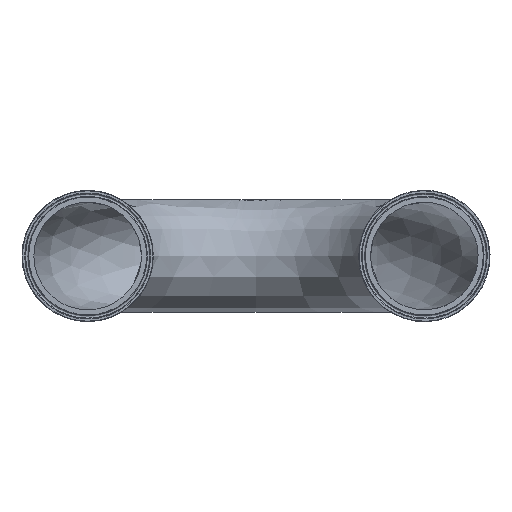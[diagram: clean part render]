
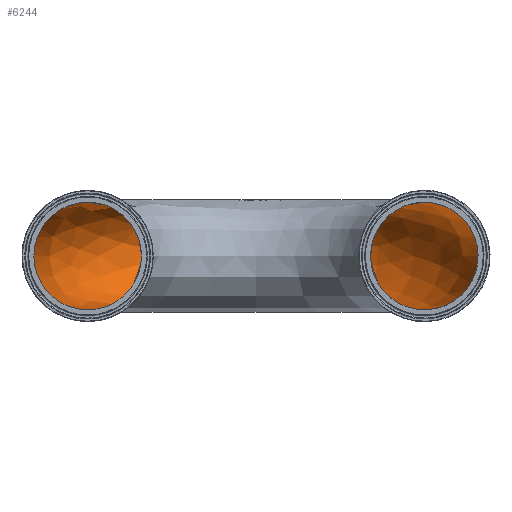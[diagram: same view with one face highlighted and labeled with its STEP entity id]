
A CAD part, left-side view. The second image highlights one B-rep face of the part: STEP entity #6244.
In plain terms, the highlighted free-form (B-spline) face has degree [2, 2] with [9, 5] control points.
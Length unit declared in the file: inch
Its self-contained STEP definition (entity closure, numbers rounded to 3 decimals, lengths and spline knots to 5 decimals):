
#49=CIRCLE('',#6440,1.917);
#50=CIRCLE('',#6441,4.083);
#51=CIRCLE('',#6442,1.917);
#1364=FACE_OUTER_BOUND('',#1741,.T.);
#1741=EDGE_LOOP('',(#5607,#5608,#5609,#5610));
#2897=VERTEX_POINT('',#15301);
#2898=VERTEX_POINT('',#15303);
#3823=EDGE_CURVE('',#2897,#2897,#49,.T.);
#3824=EDGE_CURVE('',#2897,#2898,#50,.T.);
#3825=EDGE_CURVE('',#2898,#2898,#51,.T.);
#5607=ORIENTED_EDGE('',*,*,#3823,.F.);
#5608=ORIENTED_EDGE('',*,*,#3824,.T.);
#5609=ORIENTED_EDGE('',*,*,#3825,.F.);
#5610=ORIENTED_EDGE('',*,*,#3824,.F.);
#5880=(
BOUNDED_SURFACE()
B_SPLINE_SURFACE(2,2,((#15256,#15257,#15258,#15259,#15260),(#15261,#15262,
#15263,#15264,#15265),(#15266,#15267,#15268,#15269,#15270),(#15271,#15272,
#15273,#15274,#15275),(#15276,#15277,#15278,#15279,#15280),(#15281,#15282,
#15283,#15284,#15285),(#15286,#15287,#15288,#15289,#15290),(#15291,#15292,
#15293,#15294,#15295),(#15296,#15297,#15298,#15299,#15300)),
 .UNSPECIFIED.,.T.,.F.,.F.)
B_SPLINE_SURFACE_WITH_KNOTS((3,2,2,2,3),(3,2,3),(-3.14159,-1.5708,
0.,1.5708,3.14159),(0.,1.5708,3.14159),
 .UNSPECIFIED.)
GEOMETRIC_REPRESENTATION_ITEM()
RATIONAL_B_SPLINE_SURFACE(((1.,0.707,1.,0.707,1.),
(0.707,0.5,0.707,0.5,0.707),(1.,0.707,
1.,0.707,1.),(0.707,0.5,0.707,0.5,0.707),
(1.,0.707,1.,0.707,1.),(0.707,0.5,0.707,
0.5,0.707),(1.,0.707,1.,0.707,1.),(0.707,
0.5,0.707,0.5,0.707),(1.,0.707,1.,0.707,
1.)))
REPRESENTATION_ITEM('')
SURFACE()
);
#6244=ADVANCED_FACE('',(#1364),#5880,.F.);
#6440=AXIS2_PLACEMENT_3D('',#15302,#7138,#7139);
#6441=AXIS2_PLACEMENT_3D('',#15304,#7140,#7141);
#6442=AXIS2_PLACEMENT_3D('',#15305,#7142,#7143);
#7138=DIRECTION('center_axis',(1.,0.,0.));
#7139=DIRECTION('ref_axis',(0.,1.,0.));
#7140=DIRECTION('center_axis',(0.,0.,
-1.));
#7141=DIRECTION('ref_axis',(0.,1.,0.));
#7142=DIRECTION('center_axis',(1.,0.,0.));
#7143=DIRECTION('ref_axis',(0.,-1.,0.));
#15256=CARTESIAN_POINT('Ctrl Pts',(0.625,-1.917,0.));
#15257=CARTESIAN_POINT('Ctrl Pts',(4.708,-1.917,0.));
#15258=CARTESIAN_POINT('Ctrl Pts',(4.708,-6.,0.));
#15259=CARTESIAN_POINT('Ctrl Pts',(4.708,-10.083,0.));
#15260=CARTESIAN_POINT('Ctrl Pts',(0.625,-10.083,0.));
#15261=CARTESIAN_POINT('Ctrl Pts',(0.625,-1.917,-1.917));
#15262=CARTESIAN_POINT('Ctrl Pts',(4.708,-1.917,-1.917));
#15263=CARTESIAN_POINT('Ctrl Pts',(4.708,-6.,-1.917));
#15264=CARTESIAN_POINT('Ctrl Pts',(4.708,-10.083,-1.917));
#15265=CARTESIAN_POINT('Ctrl Pts',(0.625,-10.083,-1.917));
#15266=CARTESIAN_POINT('Ctrl Pts',(0.625,0.,-1.917));
#15267=CARTESIAN_POINT('Ctrl Pts',(6.625,0.,-1.917));
#15268=CARTESIAN_POINT('Ctrl Pts',(6.625,-6.,-1.917));
#15269=CARTESIAN_POINT('Ctrl Pts',(6.625,-12.,-1.917));
#15270=CARTESIAN_POINT('Ctrl Pts',(0.625,-12.,-1.917));
#15271=CARTESIAN_POINT('Ctrl Pts',(0.625,1.917,-1.917));
#15272=CARTESIAN_POINT('Ctrl Pts',(8.542,1.917,-1.917));
#15273=CARTESIAN_POINT('Ctrl Pts',(8.542,-6.,-1.917));
#15274=CARTESIAN_POINT('Ctrl Pts',(8.542,-13.917,-1.917));
#15275=CARTESIAN_POINT('Ctrl Pts',(0.625,-13.917,-1.917));
#15276=CARTESIAN_POINT('Ctrl Pts',(0.625,1.917,0.));
#15277=CARTESIAN_POINT('Ctrl Pts',(8.542,1.917,0.));
#15278=CARTESIAN_POINT('Ctrl Pts',(8.542,-6.,0.));
#15279=CARTESIAN_POINT('Ctrl Pts',(8.542,-13.917,0.));
#15280=CARTESIAN_POINT('Ctrl Pts',(0.625,-13.917,0.));
#15281=CARTESIAN_POINT('Ctrl Pts',(0.625,1.917,1.917));
#15282=CARTESIAN_POINT('Ctrl Pts',(8.542,1.917,1.917));
#15283=CARTESIAN_POINT('Ctrl Pts',(8.542,-6.,1.917));
#15284=CARTESIAN_POINT('Ctrl Pts',(8.542,-13.917,1.917));
#15285=CARTESIAN_POINT('Ctrl Pts',(0.625,-13.917,1.917));
#15286=CARTESIAN_POINT('Ctrl Pts',(0.625,0.,1.917));
#15287=CARTESIAN_POINT('Ctrl Pts',(6.625,0.,1.917));
#15288=CARTESIAN_POINT('Ctrl Pts',(6.625,-6.,1.917));
#15289=CARTESIAN_POINT('Ctrl Pts',(6.625,-12.,1.917));
#15290=CARTESIAN_POINT('Ctrl Pts',(0.625,-12.,1.917));
#15291=CARTESIAN_POINT('Ctrl Pts',(0.625,-1.917,1.917));
#15292=CARTESIAN_POINT('Ctrl Pts',(4.708,-1.917,1.917));
#15293=CARTESIAN_POINT('Ctrl Pts',(4.708,-6.,1.917));
#15294=CARTESIAN_POINT('Ctrl Pts',(4.708,-10.083,1.917));
#15295=CARTESIAN_POINT('Ctrl Pts',(0.625,-10.083,1.917));
#15296=CARTESIAN_POINT('Ctrl Pts',(0.625,-1.917,0.));
#15297=CARTESIAN_POINT('Ctrl Pts',(4.708,-1.917,0.));
#15298=CARTESIAN_POINT('Ctrl Pts',(4.708,-6.,0.));
#15299=CARTESIAN_POINT('Ctrl Pts',(4.708,-10.083,0.));
#15300=CARTESIAN_POINT('Ctrl Pts',(0.625,-10.083,0.));
#15301=CARTESIAN_POINT('',(0.625,-1.917,0.));
#15302=CARTESIAN_POINT('Origin',(0.625,0.,0.));
#15303=CARTESIAN_POINT('',(0.625,-10.083,0.));
#15304=CARTESIAN_POINT('Origin',(0.625,-6.,0.));
#15305=CARTESIAN_POINT('Origin',(0.625,-12.,0.));
